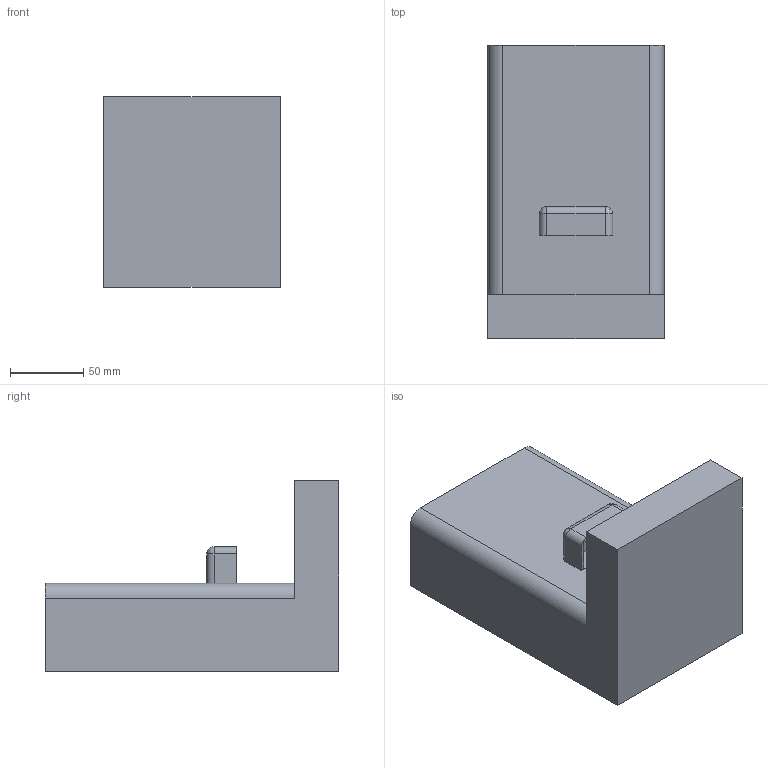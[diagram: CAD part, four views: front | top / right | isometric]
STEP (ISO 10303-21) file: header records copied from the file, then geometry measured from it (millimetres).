
FILE_DESCRIPTION((''),'2;1');
FILE_NAME('1208','2020-12-08T',('xodnj'),(''),'CREO PARAMETRIC BY PTC INC, 2016130','CREO PARAMETRIC BY PTC INC, 2016130','');
FILE_SCHEMA(('CONFIG_CONTROL_DESIGN'));
Length unit declared in the file: millimetre
Products named in the file (1): 1208
Bounding box: 120 x 200 x 130 mm (x, y, z)
Volume: 749180.7 mm3; surface area: 180015.3 mm2
Topology: 1 solids, 2 shells, 73 faces, 179 edges, 110 vertices
Faces by surface type: plane 38, cylinder 25, sphere 10
Entity records: 2165 total; most frequent: DIRECTION 381, CARTESIAN_POINT 362, ORIENTED_EDGE 358, EDGE_CURVE 179, AXIS2_PLACEMENT_3D 129, VECTOR 123, LINE 123, VERTEX_POINT 110
